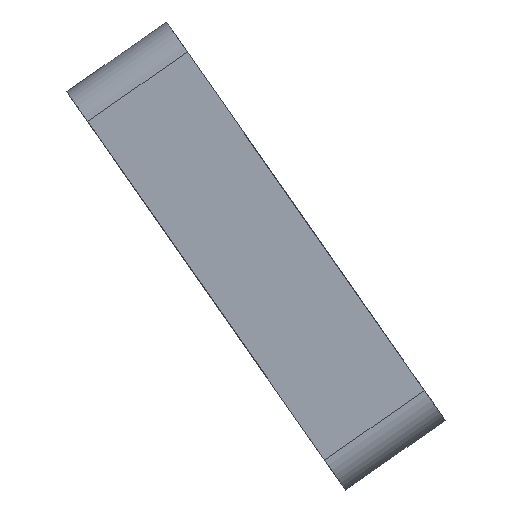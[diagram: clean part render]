
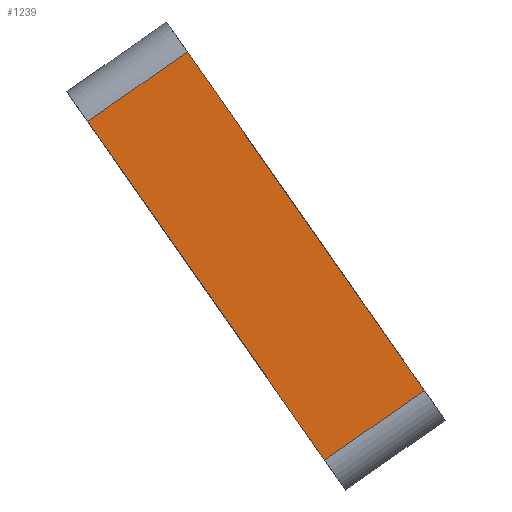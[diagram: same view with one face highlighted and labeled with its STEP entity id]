
A CAD part, left-side view. The second image highlights one B-rep face of the part: STEP entity #1239.
In plain terms, the highlighted planar face has unit normal (-1, 0, 0).
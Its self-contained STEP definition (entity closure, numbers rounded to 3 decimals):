
#164 = LINE ( 'NONE', #2956, #5545 ) ;
#214 = ORIENTED_EDGE ( 'NONE', *, *, #4476, .T. ) ;
#323 = CARTESIAN_POINT ( 'NONE',  ( 88.192, 15.628, -25.804 ) ) ;
#364 = CARTESIAN_POINT ( 'NONE',  ( 88.192, 17.922, -22.528 ) ) ;
#853 = LINE ( 'NONE', #963, #1192 ) ;
#891 = EDGE_CURVE ( 'NONE', #4492, #5522, #2377, .T. ) ;
#932 = VECTOR ( 'NONE', #4226, 1000. ) ;
#963 = CARTESIAN_POINT ( 'NONE',  ( 88.192, 37.424, 5.323 ) ) ;
#1192 = VECTOR ( 'NONE', #4727, 1000. ) ;
#1239 = ADVANCED_FACE ( 'NONE', ( #3303 ), #4621, .T. ) ;
#1257 = EDGE_CURVE ( 'NONE', #5522, #4916, #3133, .T. ) ;
#1407 = DIRECTION ( 'NONE',  ( -1., 0., 0. ) ) ;
#1964 = EDGE_CURVE ( 'NONE', #4916, #6151, #164, .T. ) ;
#1986 = ORIENTED_EDGE ( 'NONE', *, *, #1964, .T. ) ;
#2035 = ORIENTED_EDGE ( 'NONE', *, *, #891, .T. ) ;
#2070 = CARTESIAN_POINT ( 'NONE',  ( 88.192, 17.922, -22.528 ) ) ;
#2177 = ORIENTED_EDGE ( 'NONE', *, *, #1257, .T. ) ;
#2377 = LINE ( 'NONE', #364, #932 ) ;
#2532 = EDGE_LOOP ( 'NONE', ( #214, #2035, #2177, #1986 ) ) ;
#2956 = CARTESIAN_POINT ( 'NONE',  ( 88.192, 29.233, 11.059 ) ) ;
#3046 = CARTESIAN_POINT ( 'NONE',  ( 88.192, 9.731, -16.792 ) ) ;
#3133 = LINE ( 'NONE', #3046, #5797 ) ;
#3303 = FACE_OUTER_BOUND ( 'NONE', #2532, .T. ) ;
#4226 = DIRECTION ( 'NONE',  ( 0., -0.819, 0.574 ) ) ;
#4476 = EDGE_CURVE ( 'NONE', #6151, #4492, #853, .T. ) ;
#4492 = VERTEX_POINT ( 'NONE', #2070 ) ;
#4621 = PLANE ( 'NONE',  #6426 ) ;
#4727 = DIRECTION ( 'NONE',  ( 0., -0.574, -0.819 ) ) ;
#4858 = CARTESIAN_POINT ( 'NONE',  ( 88.192, 37.424, 5.323 ) ) ;
#4916 = VERTEX_POINT ( 'NONE', #5119 ) ;
#5119 = CARTESIAN_POINT ( 'NONE',  ( 88.192, 29.233, 11.059 ) ) ;
#5156 = DIRECTION ( 'NONE',  ( 0., 0., -1. ) ) ;
#5522 = VERTEX_POINT ( 'NONE', #5578 ) ;
#5545 = VECTOR ( 'NONE', #5621, 1000. ) ;
#5578 = CARTESIAN_POINT ( 'NONE',  ( 88.192, 9.731, -16.792 ) ) ;
#5621 = DIRECTION ( 'NONE',  ( 0., 0.819, -0.574 ) ) ;
#5697 = DIRECTION ( 'NONE',  ( 0., 0.574, 0.819 ) ) ;
#5797 = VECTOR ( 'NONE', #5697, 1000. ) ;
#6151 = VERTEX_POINT ( 'NONE', #4858 ) ;
#6426 = AXIS2_PLACEMENT_3D ( 'NONE', #323, #1407, #5156 ) ;
